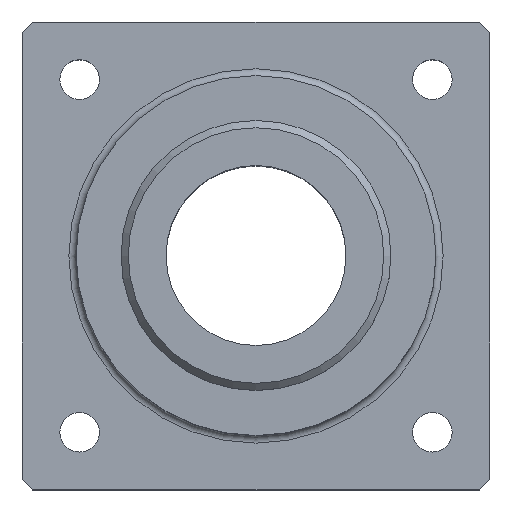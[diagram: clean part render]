
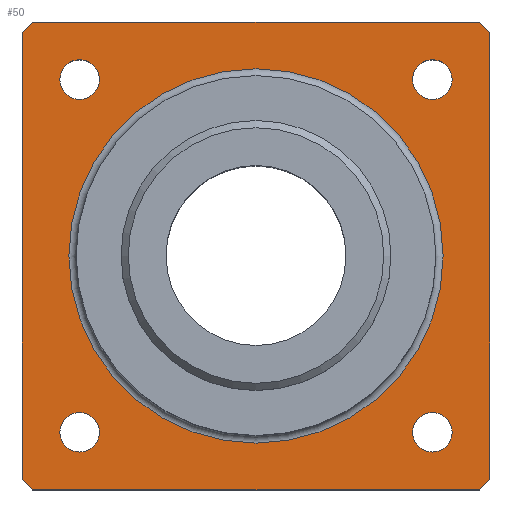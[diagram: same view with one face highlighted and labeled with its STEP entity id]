
A CAD part, top view. The second image highlights one B-rep face of the part: STEP entity #50.
In plain terms, the highlighted planar face has unit normal (0, 0, 1).
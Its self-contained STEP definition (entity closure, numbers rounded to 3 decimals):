
#50 = ADVANCED_FACE( '', ( #117, #118, #119, #120, #121, #122 ), #123, .T. );
#117 = FACE_OUTER_BOUND( '', #220, .T. );
#118 = FACE_BOUND( '', #221, .T. );
#119 = FACE_BOUND( '', #222, .T. );
#120 = FACE_BOUND( '', #223, .T. );
#121 = FACE_BOUND( '', #224, .T. );
#122 = FACE_BOUND( '', #225, .T. );
#123 = PLANE( '', #226 );
#220 = EDGE_LOOP( '', ( #319, #320, #321, #322, #323, #324, #325, #326 ) );
#221 = EDGE_LOOP( '', ( #327 ) );
#222 = EDGE_LOOP( '', ( #328 ) );
#223 = EDGE_LOOP( '', ( #329 ) );
#224 = EDGE_LOOP( '', ( #330 ) );
#225 = EDGE_LOOP( '', ( #331 ) );
#226 = AXIS2_PLACEMENT_3D( '', #332, #333, #334 );
#319 = ORIENTED_EDGE( '', *, *, #498, .T. );
#320 = ORIENTED_EDGE( '', *, *, #499, .T. );
#321 = ORIENTED_EDGE( '', *, *, #500, .T. );
#322 = ORIENTED_EDGE( '', *, *, #501, .T. );
#323 = ORIENTED_EDGE( '', *, *, #502, .T. );
#324 = ORIENTED_EDGE( '', *, *, #503, .T. );
#325 = ORIENTED_EDGE( '', *, *, #504, .T. );
#326 = ORIENTED_EDGE( '', *, *, #505, .T. );
#327 = ORIENTED_EDGE( '', *, *, #506, .F. );
#328 = ORIENTED_EDGE( '', *, *, #507, .F. );
#329 = ORIENTED_EDGE( '', *, *, #508, .F. );
#330 = ORIENTED_EDGE( '', *, *, #509, .F. );
#331 = ORIENTED_EDGE( '', *, *, #510, .T. );
#332 = CARTESIAN_POINT( '', ( 0., 0., 18. ) );
#333 = DIRECTION( '', ( 0., 0., 1. ) );
#334 = DIRECTION( '', ( 1., 0., 0. ) );
#498 = EDGE_CURVE( '', #567, #568, #569, .T. );
#499 = EDGE_CURVE( '', #568, #570, #571, .T. );
#500 = EDGE_CURVE( '', #570, #572, #573, .T. );
#501 = EDGE_CURVE( '', #572, #574, #575, .T. );
#502 = EDGE_CURVE( '', #574, #576, #577, .T. );
#503 = EDGE_CURVE( '', #576, #578, #579, .T. );
#504 = EDGE_CURVE( '', #578, #580, #581, .T. );
#505 = EDGE_CURVE( '', #580, #567, #582, .T. );
#506 = EDGE_CURVE( '', #583, #583, #584, .T. );
#507 = EDGE_CURVE( '', #585, #585, #586, .T. );
#508 = EDGE_CURVE( '', #587, #587, #588, .T. );
#509 = EDGE_CURVE( '', #589, #589, #590, .T. );
#510 = EDGE_CURVE( '', #591, #591, #592, .T. );
#567 = VERTEX_POINT( '', #669 );
#568 = VERTEX_POINT( '', #670 );
#569 = LINE( '', #671, #672 );
#570 = VERTEX_POINT( '', #673 );
#571 = LINE( '', #674, #675 );
#572 = VERTEX_POINT( '', #676 );
#573 = LINE( '', #677, #678 );
#574 = VERTEX_POINT( '', #679 );
#575 = LINE( '', #680, #681 );
#576 = VERTEX_POINT( '', #682 );
#577 = LINE( '', #683, #684 );
#578 = VERTEX_POINT( '', #685 );
#579 = LINE( '', #686, #687 );
#580 = VERTEX_POINT( '', #688 );
#581 = LINE( '', #689, #690 );
#582 = LINE( '', #691, #692 );
#583 = VERTEX_POINT( '', #693 );
#584 = CIRCLE( '', #694, 5.5 );
#585 = VERTEX_POINT( '', #695 );
#586 = CIRCLE( '', #696, 5.5 );
#587 = VERTEX_POINT( '', #697 );
#588 = CIRCLE( '', #698, 5.5 );
#589 = VERTEX_POINT( '', #699 );
#590 = CIRCLE( '', #700, 5.5 );
#591 = VERTEX_POINT( '', #701 );
#592 = CIRCLE( '', #702, 52. );
#669 = CARTESIAN_POINT( '', ( -62., 130., 18. ) );
#670 = CARTESIAN_POINT( '', ( -65., 127., 18. ) );
#671 = CARTESIAN_POINT( '', ( -62., 130., 18. ) );
#672 = VECTOR( '', #795, 1000. );
#673 = CARTESIAN_POINT( '', ( -65., 3., 18. ) );
#674 = CARTESIAN_POINT( '', ( -65., 127., 18. ) );
#675 = VECTOR( '', #796, 1000. );
#676 = CARTESIAN_POINT( '', ( -62., 0., 18. ) );
#677 = CARTESIAN_POINT( '', ( -65., 3., 18. ) );
#678 = VECTOR( '', #797, 1000. );
#679 = CARTESIAN_POINT( '', ( 62., 0., 18. ) );
#680 = CARTESIAN_POINT( '', ( -62., 0., 18. ) );
#681 = VECTOR( '', #798, 1000. );
#682 = CARTESIAN_POINT( '', ( 65., 3., 18. ) );
#683 = CARTESIAN_POINT( '', ( 62., 0., 18. ) );
#684 = VECTOR( '', #799, 1000. );
#685 = CARTESIAN_POINT( '', ( 65., 127., 18. ) );
#686 = CARTESIAN_POINT( '', ( 65., 3., 18. ) );
#687 = VECTOR( '', #800, 1000. );
#688 = CARTESIAN_POINT( '', ( 62., 130., 18. ) );
#689 = CARTESIAN_POINT( '', ( 65., 127., 18. ) );
#690 = VECTOR( '', #801, 1000. );
#691 = CARTESIAN_POINT( '', ( 62., 130., 18. ) );
#692 = VECTOR( '', #802, 1000. );
#693 = CARTESIAN_POINT( '', ( 54.5, 114., 18. ) );
#694 = AXIS2_PLACEMENT_3D( '', #803, #804, #805 );
#695 = CARTESIAN_POINT( '', ( 54.5, 16., 18. ) );
#696 = AXIS2_PLACEMENT_3D( '', #806, #807, #808 );
#697 = CARTESIAN_POINT( '', ( -43.5, 114., 18. ) );
#698 = AXIS2_PLACEMENT_3D( '', #809, #810, #811 );
#699 = CARTESIAN_POINT( '', ( -43.5, 16., 18. ) );
#700 = AXIS2_PLACEMENT_3D( '', #812, #813, #814 );
#701 = CARTESIAN_POINT( '', ( -52., 65., 18. ) );
#702 = AXIS2_PLACEMENT_3D( '', #815, #816, #817 );
#795 = DIRECTION( '', ( -0.707, -0.707, 0. ) );
#796 = DIRECTION( '', ( 0., -1., 0. ) );
#797 = DIRECTION( '', ( 0.707, -0.707, 0. ) );
#798 = DIRECTION( '', ( 1., 0., 0. ) );
#799 = DIRECTION( '', ( 0.707, 0.707, 0. ) );
#800 = DIRECTION( '', ( 0., 1., 0. ) );
#801 = DIRECTION( '', ( -0.707, 0.707, 0. ) );
#802 = DIRECTION( '', ( -1., 0., 0. ) );
#803 = CARTESIAN_POINT( '', ( 49., 114., 18. ) );
#804 = DIRECTION( '', ( 0., 0., 1. ) );
#805 = DIRECTION( '', ( 1., 0., 0. ) );
#806 = CARTESIAN_POINT( '', ( 49., 16., 18. ) );
#807 = DIRECTION( '', ( 0., 0., 1. ) );
#808 = DIRECTION( '', ( 1., 0., 0. ) );
#809 = CARTESIAN_POINT( '', ( -49., 114., 18. ) );
#810 = DIRECTION( '', ( 0., 0., 1. ) );
#811 = DIRECTION( '', ( 1., 0., 0. ) );
#812 = CARTESIAN_POINT( '', ( -49., 16., 18. ) );
#813 = DIRECTION( '', ( 0., 0., 1. ) );
#814 = DIRECTION( '', ( 1., 0., 0. ) );
#815 = CARTESIAN_POINT( '', ( 0., 65., 18. ) );
#816 = DIRECTION( '', ( 0., 0., -1. ) );
#817 = DIRECTION( '', ( -1., 0., 0. ) );
